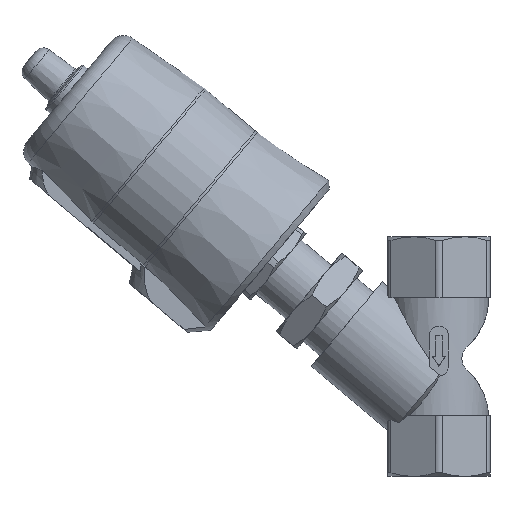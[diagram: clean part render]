
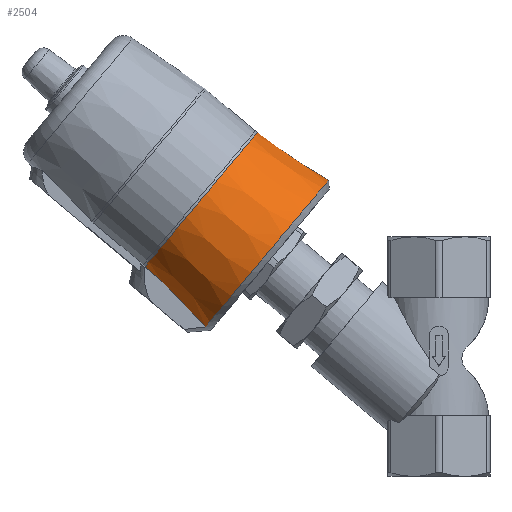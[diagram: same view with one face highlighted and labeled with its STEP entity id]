
A CAD part, left-side view. The second image highlights one B-rep face of the part: STEP entity #2504.
In plain terms, the highlighted conical face has half-angle 5.9 degrees and reference radius 28.042 mm.
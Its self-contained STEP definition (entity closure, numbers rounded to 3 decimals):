
#63=CONICAL_SURFACE('',#2759,28.042,0.103);
#468=B_SPLINE_CURVE_WITH_KNOTS('',3,(#4114,#4115,#4116,#4117,#4118,#4119,
#4120,#4121,#4122,#4123,#4124,#4125,#4126,#4127,#4128,#4129,#4130,#4131,
#4132,#4133,#4134,#4135,#4136,#4137,#4138,#4139,#4140,#4141,#4142,#4143,
#4144,#4145,#4146,#4147,#4148,#4149,#4150,#4151,#4152,#4153,#4154),
 .UNSPECIFIED.,.F.,.F.,(4,1,1,1,1,1,1,1,1,1,1,1,1,1,1,1,1,1,1,1,1,1,1,1,
1,1,1,1,1,1,1,1,1,1,1,1,1,1,4),(0.01,0.016,0.021,
0.026,0.032,0.037,0.043,
0.048,0.053,0.059,0.064,
0.07,0.075,0.08,0.083,
0.086,0.091,0.094,0.097,
0.102,0.105,0.107,0.113,
0.118,0.121,0.124,0.129,
0.132,0.134,0.14,0.143,
0.145,0.151,0.156,0.161,
0.167,0.172,0.178,0.183),
 .UNSPECIFIED.);
#482=B_SPLINE_CURVE_WITH_KNOTS('',3,(#4299,#4300,#4301,#4302),
 .UNSPECIFIED.,.F.,.F.,(4,4),(0.035,0.042),
 .UNSPECIFIED.);
#483=B_SPLINE_CURVE_WITH_KNOTS('',3,(#4314,#4315,#4316,#4317),
 .UNSPECIFIED.,.F.,.F.,(4,4),(0.054,0.055),
 .UNSPECIFIED.);
#486=B_SPLINE_CURVE_WITH_KNOTS('',3,(#4331,#4332,#4333,#4334),
 .UNSPECIFIED.,.F.,.F.,(4,4),(0.054,0.055),
 .UNSPECIFIED.);
#487=B_SPLINE_CURVE_WITH_KNOTS('',3,(#4344,#4345,#4346,#4347),
 .UNSPECIFIED.,.F.,.F.,(4,4),(0.,0.007),
 .UNSPECIFIED.);
#488=B_SPLINE_CURVE_WITH_KNOTS('',3,(#4351,#4352,#4353,#4354),
 .UNSPECIFIED.,.F.,.F.,(4,4),(0.007,0.026),
 .UNSPECIFIED.);
#489=B_SPLINE_CURVE_WITH_KNOTS('',3,(#4355,#4356,#4357,#4358),
 .UNSPECIFIED.,.F.,.F.,(4,4),(0.007,0.026),
 .UNSPECIFIED.);
#810=ORIENTED_EDGE('',*,*,#1475,.T.);
#811=ORIENTED_EDGE('',*,*,#1417,.T.);
#812=ORIENTED_EDGE('',*,*,#1476,.F.);
#813=ORIENTED_EDGE('',*,*,#1473,.T.);
#814=ORIENTED_EDGE('',*,*,#1471,.T.);
#815=ORIENTED_EDGE('',*,*,#1468,.F.);
#816=ORIENTED_EDGE('',*,*,#1467,.T.);
#817=ORIENTED_EDGE('',*,*,#1464,.T.);
#818=ORIENTED_EDGE('',*,*,#1462,.T.);
#819=ORIENTED_EDGE('',*,*,#1458,.T.);
#1417=EDGE_CURVE('',#1760,#1759,#468,.T.);
#1458=EDGE_CURVE('',#1793,#1794,#482,.T.);
#1462=EDGE_CURVE('',#1796,#1793,#1970,.F.);
#1464=EDGE_CURVE('',#1797,#1796,#483,.T.);
#1467=EDGE_CURVE('',#1798,#1797,#1971,.T.);
#1468=EDGE_CURVE('',#1798,#1799,#486,.T.);
#1471=EDGE_CURVE('',#1801,#1799,#1972,.F.);
#1473=EDGE_CURVE('',#1802,#1801,#487,.T.);
#1475=EDGE_CURVE('',#1794,#1760,#488,.T.);
#1476=EDGE_CURVE('',#1802,#1759,#489,.T.);
#1759=VERTEX_POINT('',#4113);
#1760=VERTEX_POINT('',#4155);
#1793=VERTEX_POINT('',#4303);
#1794=VERTEX_POINT('',#4304);
#1796=VERTEX_POINT('',#4311);
#1797=VERTEX_POINT('',#4318);
#1798=VERTEX_POINT('',#4328);
#1799=VERTEX_POINT('',#4335);
#1801=VERTEX_POINT('',#4341);
#1802=VERTEX_POINT('',#4348);
#1970=CIRCLE('',#2751,28.107);
#1971=CIRCLE('',#2754,28.042);
#1972=CIRCLE('',#2757,28.107);
#2090=EDGE_LOOP('',(#810,#811,#812,#813,#814,#815,#816,#817,#818,#819));
#2288=FACE_BOUND('',#2090,.T.);
#2504=ADVANCED_FACE('',(#2288),#63,.T.);
#2751=AXIS2_PLACEMENT_3D('',#4310,#3200,#3201);
#2754=AXIS2_PLACEMENT_3D('',#4329,#3207,#3208);
#2757=AXIS2_PLACEMENT_3D('',#4340,#3215,#3216);
#2759=AXIS2_PLACEMENT_3D('',#4350,#3221,#3222);
#3200=DIRECTION('',(-0.643,0.766,0.));
#3201=DIRECTION('',(-0.766,-0.643,0.));
#3207=DIRECTION('',(0.643,-0.766,0.));
#3208=DIRECTION('',(0.766,0.643,0.));
#3215=DIRECTION('',(-0.643,0.766,0.));
#3216=DIRECTION('',(-0.766,-0.643,0.));
#3221=DIRECTION('',(0.643,-0.766,0.));
#3222=DIRECTION('',(0.766,0.643,0.));
#4113=CARTESIAN_POINT('',(-46.777,73.086,10.));
#4114=CARTESIAN_POINT('',(-46.777,73.086,-10.));
#4115=CARTESIAN_POINT('',(-47.228,72.708,-11.714));
#4116=CARTESIAN_POINT('',(-48.342,71.773,-14.989));
#4117=CARTESIAN_POINT('',(-50.692,69.802,-19.529));
#4118=CARTESIAN_POINT('',(-53.563,67.393,-23.397));
#4119=CARTESIAN_POINT('',(-56.967,64.537,-26.605));
#4120=CARTESIAN_POINT('',(-60.679,61.422,-28.944));
#4121=CARTESIAN_POINT('',(-64.724,58.028,-30.428));
#4122=CARTESIAN_POINT('',(-68.824,54.588,-30.956));
#4123=CARTESIAN_POINT('',(-73.014,51.072,-30.532));
#4124=CARTESIAN_POINT('',(-77.003,47.725,-29.185));
#4125=CARTESIAN_POINT('',(-80.824,44.519,-26.905));
#4126=CARTESIAN_POINT('',(-84.216,41.673,-23.847));
#4127=CARTESIAN_POINT('',(-87.202,39.168,-19.989));
#4128=CARTESIAN_POINT('',(-89.18,37.508,-16.332));
#4129=CARTESIAN_POINT('',(-90.48,36.417,-13.1));
#4130=CARTESIAN_POINT('',(-91.54,35.528,-9.777));
#4131=CARTESIAN_POINT('',(-92.26,34.923,-6.305));
#4132=CARTESIAN_POINT('',(-92.627,34.615,-2.689));
#4133=CARTESIAN_POINT('',(-92.746,34.515,0.902));
#4134=CARTESIAN_POINT('',(-92.507,34.716,4.495));
#4135=CARTESIAN_POINT('',(-91.898,35.227,8.051));
#4136=CARTESIAN_POINT('',(-91.065,35.926,11.47));
#4137=CARTESIAN_POINT('',(-89.59,37.163,15.573));
#4138=CARTESIAN_POINT('',(-87.583,38.847,19.277));
#4139=CARTESIAN_POINT('',(-85.718,40.412,21.91));
#4140=CARTESIAN_POINT('',(-83.651,42.147,24.356));
#4141=CARTESIAN_POINT('',(-81.374,44.057,26.404));
#4142=CARTESIAN_POINT('',(-78.925,46.112,28.041));
#4143=CARTESIAN_POINT('',(-76.335,48.285,29.411));
#4144=CARTESIAN_POINT('',(-73.665,50.526,30.308));
#4145=CARTESIAN_POINT('',(-70.929,52.821,30.746));
#4146=CARTESIAN_POINT('',(-68.134,55.166,30.867));
#4147=CARTESIAN_POINT('',(-64.72,58.031,30.427));
#4148=CARTESIAN_POINT('',(-60.677,61.423,28.943));
#4149=CARTESIAN_POINT('',(-56.964,64.539,26.603));
#4150=CARTESIAN_POINT('',(-53.559,67.396,23.392));
#4151=CARTESIAN_POINT('',(-50.692,69.802,19.529));
#4152=CARTESIAN_POINT('',(-48.339,71.776,14.984));
#4153=CARTESIAN_POINT('',(-47.226,72.71,11.705));
#4154=CARTESIAN_POINT('',(-46.777,73.086,10.));
#4155=CARTESIAN_POINT('',(-46.777,73.086,-10.));
#4299=CARTESIAN_POINT('',(-65.155,91.674,-7.808));
#4300=CARTESIAN_POINT('',(-63.753,90.004,-8.619));
#4301=CARTESIAN_POINT('',(-62.324,88.301,-9.335));
#4302=CARTESIAN_POINT('',(-60.887,86.588,-10.));
#4303=CARTESIAN_POINT('',(-65.155,91.674,-7.808));
#4304=CARTESIAN_POINT('',(-60.887,86.588,-10.));
#4310=CARTESIAN_POINT('',(-85.838,74.318,0.));
#4311=CARTESIAN_POINT('',(-65.315,91.539,-8.5));
#4314=CARTESIAN_POINT('',(-65.768,91.973,-8.5));
#4315=CARTESIAN_POINT('',(-65.617,91.828,-8.5));
#4316=CARTESIAN_POINT('',(-65.466,91.684,-8.5));
#4317=CARTESIAN_POINT('',(-65.315,91.539,-8.5));
#4318=CARTESIAN_POINT('',(-65.768,91.973,-8.5));
#4328=CARTESIAN_POINT('',(-65.768,91.973,8.5));
#4329=CARTESIAN_POINT('',(-86.239,74.796,0.));
#4331=CARTESIAN_POINT('',(-65.768,91.973,8.5));
#4332=CARTESIAN_POINT('',(-65.617,91.828,8.5));
#4333=CARTESIAN_POINT('',(-65.466,91.684,8.5));
#4334=CARTESIAN_POINT('',(-65.315,91.539,8.5));
#4335=CARTESIAN_POINT('',(-65.315,91.539,8.5));
#4340=CARTESIAN_POINT('',(-85.838,74.318,0.));
#4341=CARTESIAN_POINT('',(-65.155,91.674,7.808));
#4344=CARTESIAN_POINT('',(-60.887,86.588,10.));
#4345=CARTESIAN_POINT('',(-62.325,88.302,9.335));
#4346=CARTESIAN_POINT('',(-63.751,90.001,8.62));
#4347=CARTESIAN_POINT('',(-65.155,91.674,7.808));
#4348=CARTESIAN_POINT('',(-60.887,86.588,10.));
#4350=CARTESIAN_POINT('',(-86.239,74.796,0.));
#4351=CARTESIAN_POINT('',(-60.887,86.588,-10.));
#4352=CARTESIAN_POINT('',(-56.182,82.09,-10.));
#4353=CARTESIAN_POINT('',(-51.479,77.589,-10.));
#4354=CARTESIAN_POINT('',(-46.777,73.086,-10.));
#4355=CARTESIAN_POINT('',(-60.887,86.588,10.));
#4356=CARTESIAN_POINT('',(-56.182,82.09,10.));
#4357=CARTESIAN_POINT('',(-51.479,77.589,10.));
#4358=CARTESIAN_POINT('',(-46.777,73.086,10.));
